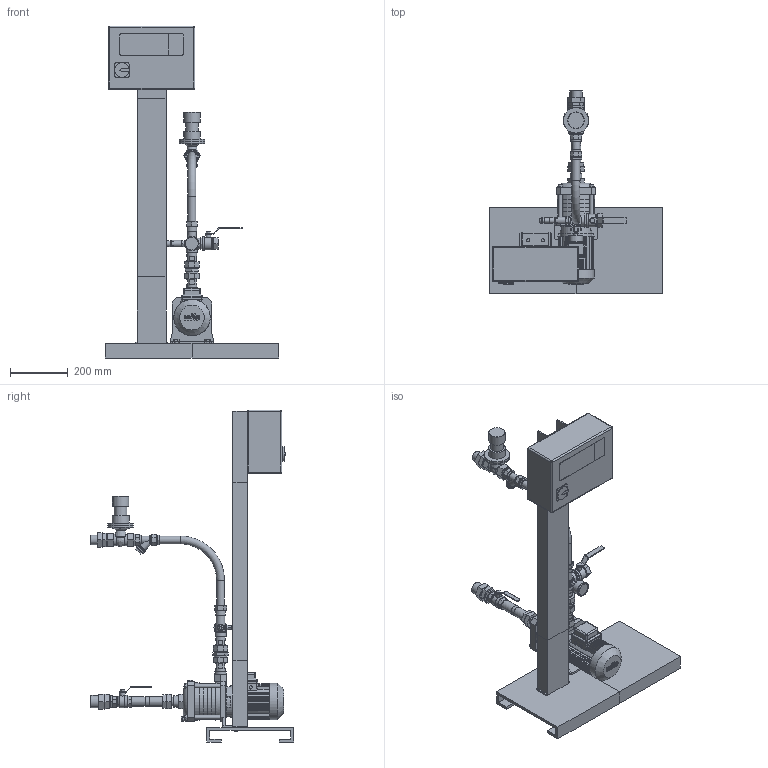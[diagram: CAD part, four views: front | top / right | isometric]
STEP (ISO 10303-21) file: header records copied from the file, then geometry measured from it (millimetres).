
FILE_DESCRIPTION(/* description */ (''),/* implementation_level */ '2;1');
FILE_NAME(/* name */ '3d_WEH-1-304-T_CE-4157256.stp',/* time_stamp */ '2020-11-04T13:31:04+01:00',/* author */ ('Andrzej'),/* organization */ (''),/* preprocessor_version */ 'ST-DEVELOPER v16.13',/* originating_system */ 'AutoCAD Mechanical',/* authorisation */ '');
FILE_SCHEMA (('AUTOMOTIVE_DESIGN { 1 0 10303 214 3 1 1 }'));
Length unit declared in the file: millimetre
Products named in the file (1): Product
Bounding box: 600 x 703.25 x 1150 mm (x, y, z)
Volume: 18866433.6 mm3; surface area: 2289682.3 mm2
Topology: 53 solids, 53 shells, 1134 faces, 2761 edges, 1799 vertices
Faces by surface type: plane 812, cylinder 240, bspline 37, cone 31, sphere 8, torus 6
Full cylindrical faces by diameter (mm): 11 x5, 11.8 x1, 12 x4, 12.8 x1, 13.454 x4, 14 x1, 15 x5, 15.7 x1, 17 x1, 17.2 x1, 18 x2, 18.1 x1, 18.8 x1, 19.2 x1, 20 x2, 22.8 x2, 26.9 x2, 27.3 x1, 29.7 x1, 30 x1, 32.4 x2, 33.7 x10, 34 x1, 34.8 x1, 36.4 x1, 38 x1, 38.1 x1, 39.4 x2, 39.7 x2, 41.5 x1
Entity records: 33289 total; most frequent: CARTESIAN_POINT 7087, DIRECTION 5342, ORIENTED_EDGE 5178, EDGE_CURVE 2589, LINE 1822, VECTOR 1822, AXIS2_PLACEMENT_3D 1760, VERTEX_POINT 1755
